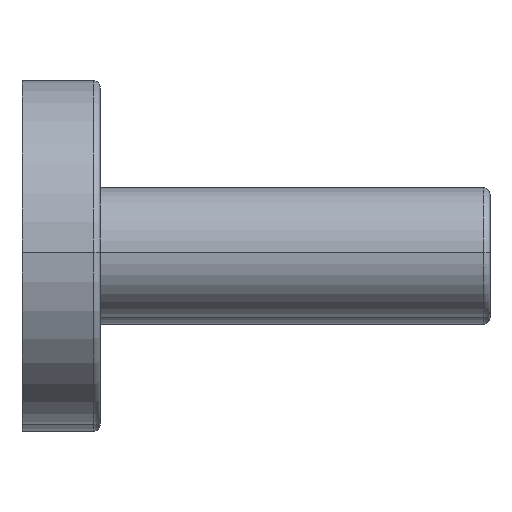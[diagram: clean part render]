
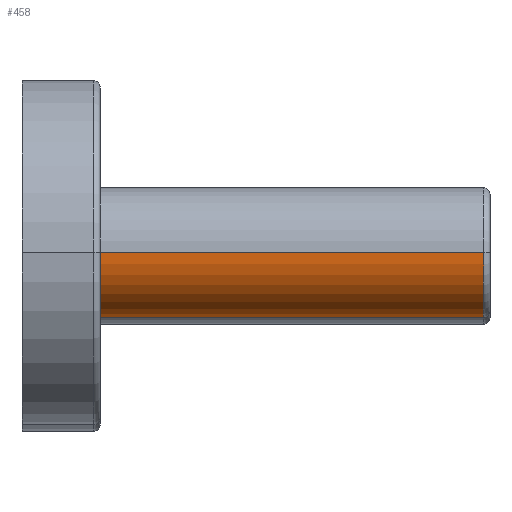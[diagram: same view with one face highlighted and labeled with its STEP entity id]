
A CAD part, top view. The second image highlights one B-rep face of the part: STEP entity #458.
In plain terms, the highlighted cylindrical face has radius 10 mm (diameter 20 mm), a partial arc.
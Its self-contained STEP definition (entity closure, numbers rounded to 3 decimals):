
#78=CARTESIAN_POINT('',(53.5,0.,283.));
#93=CARTESIAN_POINT('',(68.5,0.,283.));
#95=DIRECTION('',(1.,0.,0.));
#96=VECTOR('',#95,2.5);
#97=CARTESIAN_POINT('',(68.5,0.,283.));
#98=LINE('',#97,#96);
#104=DIRECTION('',(1.,0.,0.));
#105=VECTOR('',#104,41.5);
#106=CARTESIAN_POINT('',(12.,0.,283.));
#107=LINE('',#106,#105);
#108=CARTESIAN_POINT('',(68.5,0.,283.));
#109=CARTESIAN_POINT('',(68.5,-0.718,283.));
#110=CARTESIAN_POINT('',(68.305,-2.13,283.148));
#111=CARTESIAN_POINT('',(67.343,-4.206,283.85));
#112=CARTESIAN_POINT('',(65.914,-5.787,284.792));
#113=CARTESIAN_POINT('',(64.226,-6.864,285.698));
#114=CARTESIAN_POINT('',(62.394,-7.449,286.323));
#115=CARTESIAN_POINT('',(60.54,-7.559,286.454));
#116=CARTESIAN_POINT('',(58.807,-7.236,286.085));
#117=CARTESIAN_POINT('',(57.408,-6.632,285.497));
#118=CARTESIAN_POINT('',(56.345,-5.922,284.924));
#119=CARTESIAN_POINT('',(55.48,-5.12,284.392));
#120=CARTESIAN_POINT('',(54.785,-4.245,283.927));
#121=CARTESIAN_POINT('',(54.236,-3.301,283.541));
#122=CARTESIAN_POINT('',(53.822,-2.27,283.24));
#123=CARTESIAN_POINT('',(53.559,-1.151,283.045));
#124=CARTESIAN_POINT('',(53.5,-0.387,283.));
#125=CARTESIAN_POINT('',(53.5,0.,283.));
#127=DIRECTION('',(1.,0.,0.));
#128=VECTOR('',#127,59.);
#129=CARTESIAN_POINT('',(12.,0.,303.));
#130=LINE('',#129,#128);
#131=CARTESIAN_POINT('',(71.,0.,293.));
#132=DIRECTION('',(1.,0.,0.));
#133=DIRECTION('',(0.,0.,1.));
#134=AXIS2_PLACEMENT_3D('',#131,#132,#133);
#191=CARTESIAN_POINT('',(12.,0.,293.));
#192=DIRECTION('',(1.,0.,0.));
#193=DIRECTION('',(0.,0.,1.));
#194=AXIS2_PLACEMENT_3D('',#191,#192,#193);
#282=CARTESIAN_POINT('',(12.,0.,283.));
#283=CARTESIAN_POINT('',(12.,0.,303.));
#284=VERTEX_POINT('',#282);
#285=VERTEX_POINT('',#283);
#290=CARTESIAN_POINT('',(71.,0.,303.));
#291=CARTESIAN_POINT('',(71.,0.,283.));
#292=VERTEX_POINT('',#290);
#293=VERTEX_POINT('',#291);
#326=VERTEX_POINT('',#78);
#327=VERTEX_POINT('',#93);
#442=CARTESIAN_POINT('',(12.,0.,293.));
#443=DIRECTION('',(1.,0.,0.));
#444=DIRECTION('',(0.,0.,-1.));
#445=AXIS2_PLACEMENT_3D('',#442,#443,#444);
#446=CYLINDRICAL_SURFACE('',#445,10.);
#448=ORIENTED_EDGE('',*,*,#447,.T.);
#449=ORIENTED_EDGE('',*,*,#437,.F.);
#451=ORIENTED_EDGE('',*,*,#450,.F.);
#452=ORIENTED_EDGE('',*,*,#433,.T.);
#454=ORIENTED_EDGE('',*,*,#453,.T.);
#455=ORIENTED_EDGE('',*,*,#429,.F.);
#456=EDGE_LOOP('',(#448,#449,#451,#452,#454,#455));
#457=FACE_OUTER_BOUND('',#456,.F.);
#458=ADVANCED_FACE('',(#457),#446,.T.);
#126=B_SPLINE_CURVE_WITH_KNOTS('',3,(#108,#109,#110,#111,#112,#113,#114,#115,
#116,#117,#118,#119,#120,#121,#122,#123,#124,#125),.UNSPECIFIED.,.F.,.F.,(4,1,1,
1,1,1,1,1,1,1,1,1,1,1,1,4),(0.,0.067,0.133,0.2,
0.267,0.333,0.4,0.467,0.533,
0.6,0.667,0.733,0.8,0.867,
0.933,1.),.UNSPECIFIED.);
#135=CIRCLE('',#134,10.);
#195=CIRCLE('',#194,10.);
#429=EDGE_CURVE('',#327,#293,#98,.T.);
#433=EDGE_CURVE('',#285,#292,#130,.T.);
#437=EDGE_CURVE('',#284,#326,#107,.T.);
#447=EDGE_CURVE('',#327,#326,#126,.T.);
#450=EDGE_CURVE('',#285,#284,#195,.T.);
#453=EDGE_CURVE('',#292,#293,#135,.T.);
